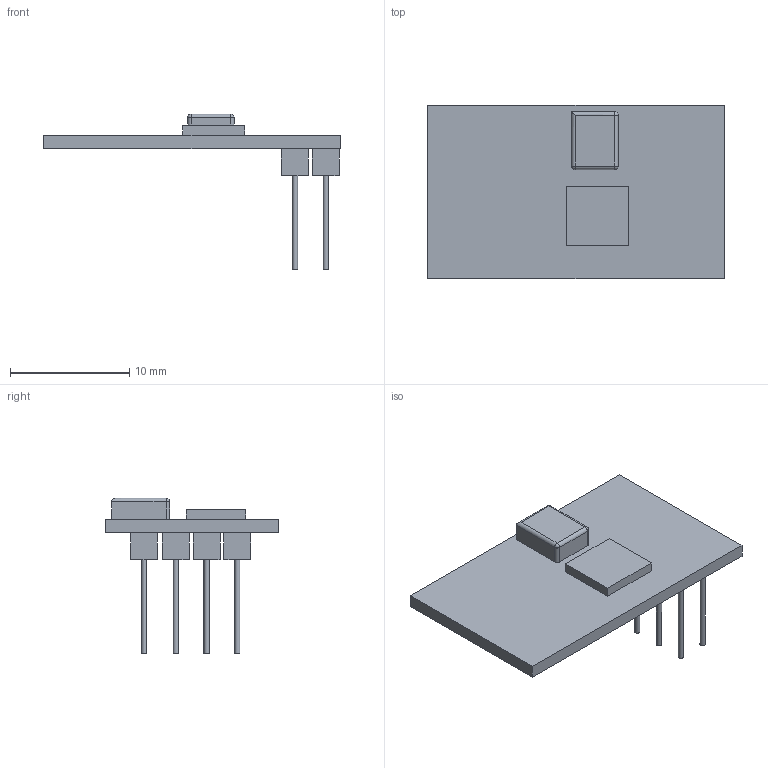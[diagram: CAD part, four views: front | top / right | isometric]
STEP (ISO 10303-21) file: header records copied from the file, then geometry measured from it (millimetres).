
FILE_DESCRIPTION(/* description */ (''),/* implementation_level */ '2;1');
FILE_NAME(/* name */ 'esp8266-01 v2.step',/* time_stamp */ '2019-03-14T07:33:20+00:00',/* author */ ('adamshortuk'),/* organization */ (''),/* preprocessor_version */ 'ST-DEVELOPER v17.2',/* originating_system */ 'Autodesk Translation Framework v7.6.0.251',/* authorisation */ '');
FILE_SCHEMA (('AUTOMOTIVE_DESIGN { 1 0 10303 214 3 1 1 }'));
Length unit declared in the file: millimetre
Products named in the file (1): esp8266-01
Bounding box: 24.8 x 14.5 x 13.03 mm (x, y, z)
Volume: 554.9 mm3; surface area: 1102.6 mm2
Topology: 1 solids, 1 shells, 82 faces, 184 edges, 122 vertices
Faces by surface type: plane 64, cylinder 15, sphere 3
Full cylindrical faces by diameter (mm): 0.45 x8
Entity records: 2391 total; most frequent: CARTESIAN_POINT 389, DIRECTION 387, ORIENTED_EDGE 368, EDGE_CURVE 184, LINE 147, VECTOR 147, VERTEX_POINT 122, AXIS2_PLACEMENT_3D 120
